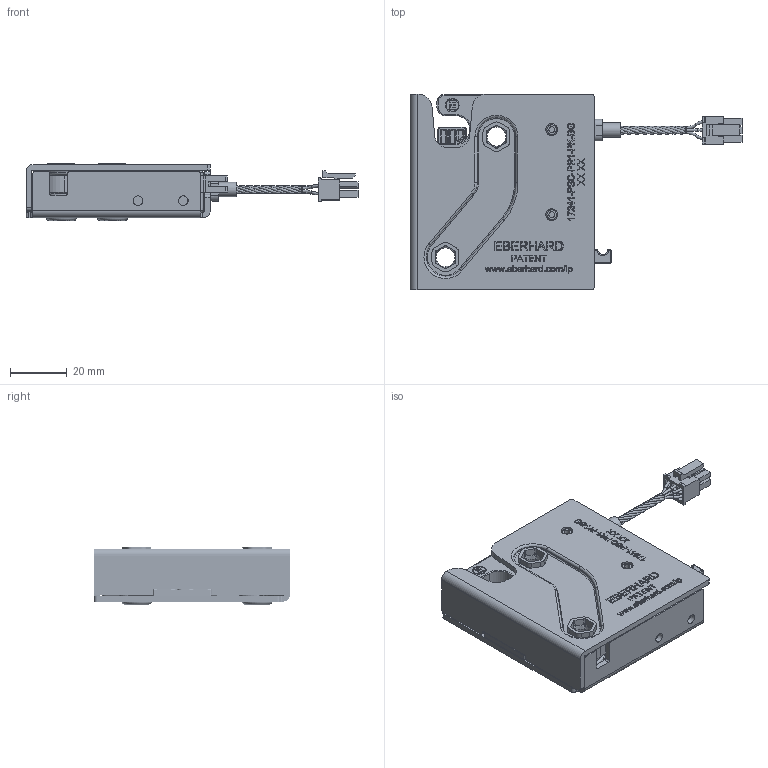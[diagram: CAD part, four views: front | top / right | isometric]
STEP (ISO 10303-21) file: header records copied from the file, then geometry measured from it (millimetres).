
FILE_DESCRIPTION(/* description */ (''),/* implementation_level */ '2;1');
FILE_NAME(/* name */ '17241-PSC-PR1.stp',/* time_stamp */ '2025-05-13T13:40:04-04:00',/* author */ ('SCOTTA'),/* organization */ ('Eberhard Manufacturing Company'),/* preprocessor_version */ 'ST-DEVELOPER v20',/* originating_system */ 'Autodesk Inventor 2024',/* authorisation */ '');
FILE_SCHEMA (('AUTOMOTIVE_DESIGN { 1 0 10303 214 3 1 1 }'));
Products named in the file (1): 17241-PSC-PR1_Simplify_1
Bounding box: 117.1 x 69 x 20.15 mm (x, y, z)
Volume: 11815.5 mm3; surface area: 48437 mm2
Topology: 12 solids, 13 shells, 5428 faces, 14386 edges, 9199 vertices
Faces by surface type: plane 3070, bspline 1149, cylinder 899, cone 154, torus 102, sphere 54
Full cylindrical faces by diameter (mm): 0.384 x24, 0.61 x12, 0.914 x7, 0.991 x15, 1.181 x8, 1.2 x4, 1.778 x3, 1.93 x1, 2 x3, 2.2 x1, 2.349 x3, 2.743 x1, 2.946 x1, 3 x1, 3.353 x2, 3.5 x2, 3.8 x1, 3.969 x1, 4.2 x4, 4.318 x2, 4.826 x2, 5.105 x1, 6.629 x2, 8.42 x4, 9.461 x2, 9.716 x2, 12.7 x2
Entity records: 192940 total; most frequent: CARTESIAN_POINT 58320, ORIENTED_EDGE 28766, DIRECTION 23212, EDGE_CURVE 14383, LINE 9602, VECTOR 9602, VERTEX_POINT 9232, AXIS2_PLACEMENT_3D 6805
